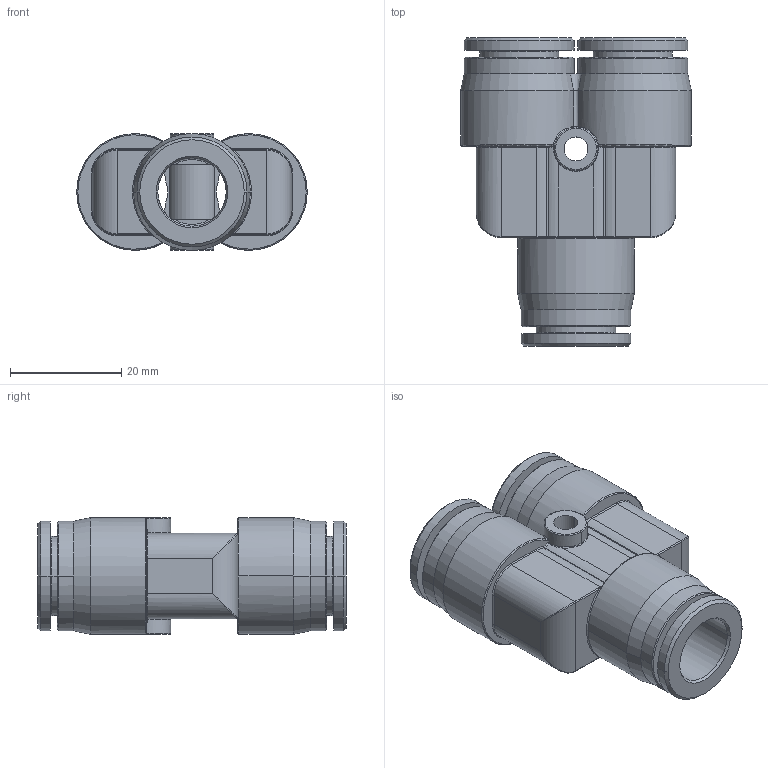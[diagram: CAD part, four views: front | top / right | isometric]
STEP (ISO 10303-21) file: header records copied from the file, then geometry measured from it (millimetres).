
FILE_DESCRIPTION(( 'MXP.37.12.12.stp' ), '1');
FILE_NAME( 'MXP.37.12.12.stp', '2021-02-22T15:45:18',( 'Sopra'),('sopra-pneumatic.com'), 'SwSTEP 2.0','SolidWorks 2009','' );
FILE_SCHEMA(('CONFIG_CONTROL_DESIGN'));
Length unit declared in the file: millimetre
Products named in the file (1): 367667B_982V-12F
Bounding box: 41.5 x 55.5 x 21 mm (x, y, z)
Volume: 16345.7 mm3; surface area: 11051.4 mm2
Topology: 1 solids, 1 shells, 239 faces, 572 edges, 340 vertices
Faces by surface type: cylinder 73, plane 50, torus 48, bspline 44, cone 24
Entity records: 8920 total; most frequent: CARTESIAN_POINT 3503, DIRECTION 1150, ORIENTED_EDGE 1144, EDGE_CURVE 572, AXIS2_PLACEMENT_3D 491, VERTEX_POINT 340, CIRCLE 296, EDGE_LOOP 250
